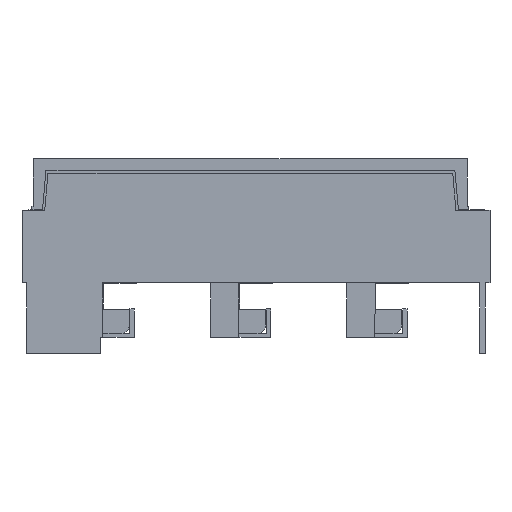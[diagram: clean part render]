
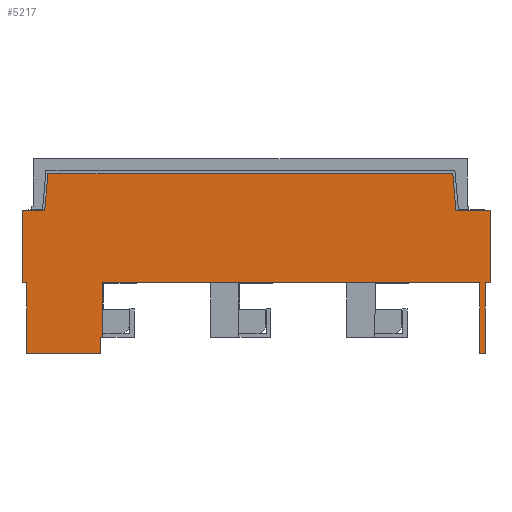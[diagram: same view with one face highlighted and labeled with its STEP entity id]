
A CAD part, left-side view. The second image highlights one B-rep face of the part: STEP entity #5217.
In plain terms, the highlighted planar face has unit normal (-1, 0, 0).
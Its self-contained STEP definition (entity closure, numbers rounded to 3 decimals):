
#864=DIRECTION('',(0.,1.,0.));
#865=VECTOR('',#864,1.);
#866=CARTESIAN_POINT('',(-26.73,75.,-24.));
#867=LINE('',#866,#865);
#1046=DIRECTION('',(0.,0.,1.));
#1047=VECTOR('',#1046,31.);
#1048=CARTESIAN_POINT('',(-26.73,-91.,-31.));
#1049=LINE('',#1048,#1047);
#1067=DIRECTION('',(0.,0.,-1.));
#1068=VECTOR('',#1067,31.);
#1069=CARTESIAN_POINT('',(-26.73,108.5,0.));
#1070=LINE('',#1069,#1068);
#1074=DIRECTION('',(0.,-1.,0.));
#1075=VECTOR('',#1074,1.999);
#1076=CARTESIAN_POINT('',(-26.73,110.5,0.));
#1077=LINE('',#1076,#1075);
#1081=DIRECTION('',(0.,0.,-1.));
#1082=VECTOR('',#1081,32.);
#1083=CARTESIAN_POINT('',(-26.73,110.5,32.));
#1084=LINE('',#1083,#1082);
#1088=DIRECTION('',(0.,1.,0.));
#1089=VECTOR('',#1088,10.);
#1090=CARTESIAN_POINT('',(-26.73,100.5,32.));
#1091=LINE('',#1090,#1089);
#1095=DIRECTION('',(0.,0.087,-0.996));
#1096=VECTOR('',#1095,16.061);
#1097=CARTESIAN_POINT('',(-26.73,99.1,48.));
#1098=LINE('',#1097,#1096);
#1102=DIRECTION('',(0.,0.087,0.996));
#1103=VECTOR('',#1102,16.061);
#1104=CARTESIAN_POINT('',(-26.73,-80.5,32.));
#1105=LINE('',#1104,#1103);
#1109=DIRECTION('',(0.,-1.,0.));
#1110=VECTOR('',#1109,166.);
#1111=CARTESIAN_POINT('',(-26.73,75.,0.));
#1112=LINE('',#1111,#1110);
#1116=DIRECTION('',(0.,0.,1.));
#1117=VECTOR('',#1116,24.);
#1118=CARTESIAN_POINT('',(-26.73,75.,-24.));
#1119=LINE('',#1118,#1117);
#1130=DIRECTION('',(0.,0.,-1.));
#1131=VECTOR('',#1130,7.);
#1132=CARTESIAN_POINT('',(-26.73,76.,-24.));
#1133=LINE('',#1132,#1131);
#1179=DIRECTION('',(0.,1.,0.));
#1180=VECTOR('',#1179,32.5);
#1181=CARTESIAN_POINT('',(-26.73,76.,-31.));
#1182=LINE('',#1181,#1180);
#1298=DIRECTION('',(0.,-1.,0.));
#1299=VECTOR('',#1298,15.);
#1300=CARTESIAN_POINT('',(-26.73,-80.5,32.));
#1301=LINE('',#1300,#1299);
#1326=DIRECTION('',(0.,0.,-1.));
#1327=VECTOR('',#1326,32.);
#1328=CARTESIAN_POINT('',(-26.73,-95.5,32.));
#1329=LINE('',#1328,#1327);
#1361=DIRECTION('',(0.,1.,0.));
#1362=VECTOR('',#1361,1.999);
#1363=CARTESIAN_POINT('',(-26.73,-95.5,0.));
#1364=LINE('',#1363,#1362);
#1382=DIRECTION('',(0.,0.,-1.));
#1383=VECTOR('',#1382,31.);
#1384=CARTESIAN_POINT('',(-26.73,-93.5,0.));
#1385=LINE('',#1384,#1383);
#1389=DIRECTION('',(0.,1.,0.));
#1390=VECTOR('',#1389,1.319);
#1391=CARTESIAN_POINT('',(-26.73,-92.59,-31.));
#1392=LINE('',#1391,#1390);
#1396=DIRECTION('',(0.,1.,0.));
#1397=VECTOR('',#1396,0.911);
#1398=CARTESIAN_POINT('',(-26.73,-93.5,-31.));
#1399=LINE('',#1398,#1397);
#1417=DIRECTION('',(0.,1.,0.));
#1418=VECTOR('',#1417,0.271);
#1419=CARTESIAN_POINT('',(-26.73,-91.271,-31.));
#1420=LINE('',#1419,#1418);
#1431=DIRECTION('',(0.,-1.,0.));
#1432=VECTOR('',#1431,178.2);
#1433=CARTESIAN_POINT('',(-26.73,99.1,48.));
#1434=LINE('',#1433,#1432);
#4097=CARTESIAN_POINT('',(-26.73,-91.,-31.));
#4098=CARTESIAN_POINT('',(-26.73,-91.,0.));
#4099=VERTEX_POINT('',#4097);
#4100=VERTEX_POINT('',#4098);
#4101=CARTESIAN_POINT('',(-26.73,-92.59,-31.));
#4102=CARTESIAN_POINT('',(-26.73,-91.271,-31.));
#4103=VERTEX_POINT('',#4101);
#4104=VERTEX_POINT('',#4102);
#4105=CARTESIAN_POINT('',(-26.73,-93.5,-31.));
#4106=VERTEX_POINT('',#4105);
#4107=CARTESIAN_POINT('',(-26.73,-93.5,0.));
#4108=VERTEX_POINT('',#4107);
#4109=CARTESIAN_POINT('',(-26.73,-95.5,0.));
#4110=VERTEX_POINT('',#4109);
#4111=CARTESIAN_POINT('',(-26.73,-95.5,32.));
#4112=VERTEX_POINT('',#4111);
#4115=CARTESIAN_POINT('',(-26.73,-80.5,32.));
#4116=VERTEX_POINT('',#4115);
#4119=CARTESIAN_POINT('',(-26.73,-79.1,48.));
#4120=VERTEX_POINT('',#4119);
#4121=CARTESIAN_POINT('',(-26.73,99.1,48.));
#4122=VERTEX_POINT('',#4121);
#4125=CARTESIAN_POINT('',(-26.73,100.5,32.));
#4126=VERTEX_POINT('',#4125);
#4129=CARTESIAN_POINT('',(-26.73,110.5,32.));
#4130=VERTEX_POINT('',#4129);
#4131=CARTESIAN_POINT('',(-26.73,110.5,0.));
#4132=VERTEX_POINT('',#4131);
#4133=CARTESIAN_POINT('',(-26.73,108.5,0.));
#4134=VERTEX_POINT('',#4133);
#4135=CARTESIAN_POINT('',(-26.73,108.5,-31.));
#4136=VERTEX_POINT('',#4135);
#4138=CARTESIAN_POINT('',(-26.73,76.,-31.));
#4140=VERTEX_POINT('',#4138);
#4151=CARTESIAN_POINT('',(-26.73,75.,0.));
#4152=VERTEX_POINT('',#4151);
#4169=CARTESIAN_POINT('',(-26.73,75.,-24.));
#4170=CARTESIAN_POINT('',(-26.73,76.,-24.));
#4171=VERTEX_POINT('',#4169);
#4172=VERTEX_POINT('',#4170);
#5173=CARTESIAN_POINT('',(-26.73,0.,0.));
#5174=DIRECTION('',(-1.,0.,0.));
#5175=DIRECTION('',(0.,1.,0.));
#5176=AXIS2_PLACEMENT_3D('',#5173,#5174,#5175);
#5177=PLANE('',#5176);
#5178=ORIENTED_EDGE('',*,*,#4950,.T.);
#5180=ORIENTED_EDGE('',*,*,#5179,.T.);
#5182=ORIENTED_EDGE('',*,*,#5181,.T.);
#5184=ORIENTED_EDGE('',*,*,#5183,.F.);
#5186=ORIENTED_EDGE('',*,*,#5185,.F.);
#5188=ORIENTED_EDGE('',*,*,#5187,.F.);
#5190=ORIENTED_EDGE('',*,*,#5189,.F.);
#5192=ORIENTED_EDGE('',*,*,#5191,.F.);
#5194=ORIENTED_EDGE('',*,*,#5193,.T.);
#5196=ORIENTED_EDGE('',*,*,#5195,.F.);
#5198=ORIENTED_EDGE('',*,*,#5197,.T.);
#5200=ORIENTED_EDGE('',*,*,#5199,.T.);
#5202=ORIENTED_EDGE('',*,*,#5201,.T.);
#5204=ORIENTED_EDGE('',*,*,#5203,.T.);
#5206=ORIENTED_EDGE('',*,*,#5205,.T.);
#5208=ORIENTED_EDGE('',*,*,#5207,.T.);
#5210=ORIENTED_EDGE('',*,*,#5209,.T.);
#5211=ORIENTED_EDGE('',*,*,#5157,.T.);
#5212=ORIENTED_EDGE('',*,*,#4670,.F.);
#5214=ORIENTED_EDGE('',*,*,#5213,.F.);
#5215=EDGE_LOOP('',(#5178,#5180,#5182,#5184,#5186,#5188,#5190,#5192,#5194,#5196,
#5198,#5200,#5202,#5204,#5206,#5208,#5210,#5211,#5212,#5214));
#5216=FACE_OUTER_BOUND('',#5215,.F.);
#4670=EDGE_CURVE('',#4152,#4100,#1112,.T.);
#4950=EDGE_CURVE('',#4171,#4172,#867,.T.);
#5157=EDGE_CURVE('',#4099,#4100,#1049,.T.);
#5179=EDGE_CURVE('',#4172,#4140,#1133,.T.);
#5181=EDGE_CURVE('',#4140,#4136,#1182,.T.);
#5183=EDGE_CURVE('',#4134,#4136,#1070,.T.);
#5185=EDGE_CURVE('',#4132,#4134,#1077,.T.);
#5187=EDGE_CURVE('',#4130,#4132,#1084,.T.);
#5189=EDGE_CURVE('',#4126,#4130,#1091,.T.);
#5191=EDGE_CURVE('',#4122,#4126,#1098,.T.);
#5193=EDGE_CURVE('',#4122,#4120,#1434,.T.);
#5195=EDGE_CURVE('',#4116,#4120,#1105,.T.);
#5197=EDGE_CURVE('',#4116,#4112,#1301,.T.);
#5199=EDGE_CURVE('',#4112,#4110,#1329,.T.);
#5201=EDGE_CURVE('',#4110,#4108,#1364,.T.);
#5203=EDGE_CURVE('',#4108,#4106,#1385,.T.);
#5205=EDGE_CURVE('',#4106,#4103,#1399,.T.);
#5207=EDGE_CURVE('',#4103,#4104,#1392,.T.);
#5209=EDGE_CURVE('',#4104,#4099,#1420,.T.);
#5213=EDGE_CURVE('',#4171,#4152,#1119,.T.);
#5217=ADVANCED_FACE('',(#5216),#5177,.T.);
